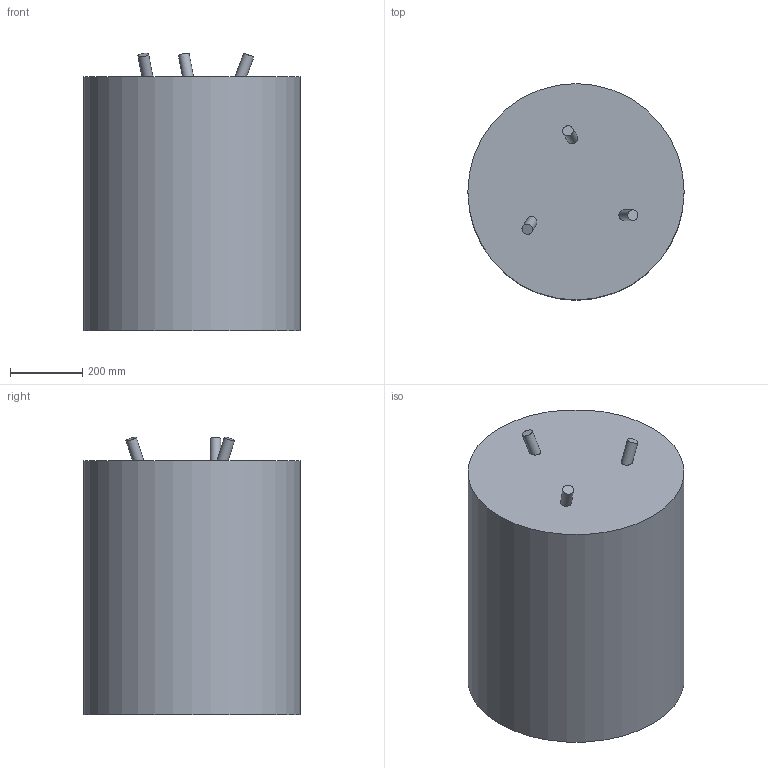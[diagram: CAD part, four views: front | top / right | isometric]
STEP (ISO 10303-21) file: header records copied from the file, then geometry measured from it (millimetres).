
FILE_DESCRIPTION(('Open CASCADE Model'),'2;1');
FILE_NAME('Open CASCADE Shape Model','2023-10-24T20:51:33',('Author'),( 'Open CASCADE'),'Open CASCADE STEP processor 7.6','Open CASCADE 7.6' ,'Unknown');
FILE_SCHEMA(('AUTOMOTIVE_DESIGN { 1 0 10303 214 1 1 1 1 }'));
Length unit declared in the file: millimetre
Products named in the file (2): Open CASCADE STEP translator 7.6 1; Open CASCADE STEP translator 7.6 1.1
Assembly tree (1 placements, depth 2):
  Open CASCADE STEP translator 7.6 1
    Open CASCADE STEP translator 7.6 1.1
Bounding box: 600 x 600 x 770.27 mm (x, y, z)
Surface area: 3990738.6 mm2 (no closed solid volume)
Topology: 0 solids, 27 shells, 93 faces, 111 edges, 75 vertices
Faces by surface type: plane 57, cylinder 36
Full cylindrical faces by diameter (mm): 30 x21, 60 x14, 600 x1
Entity records: 1926 total; most frequent: CARTESIAN_POINT 362, DIRECTION 351, ORIENTED_EDGE 123, AXIS2_PLACEMENT_3D 113, PCURVE 108, DEFINITIONAL_REPRESENTATION 108, ADVANCED_FACE 93, LINE 91
